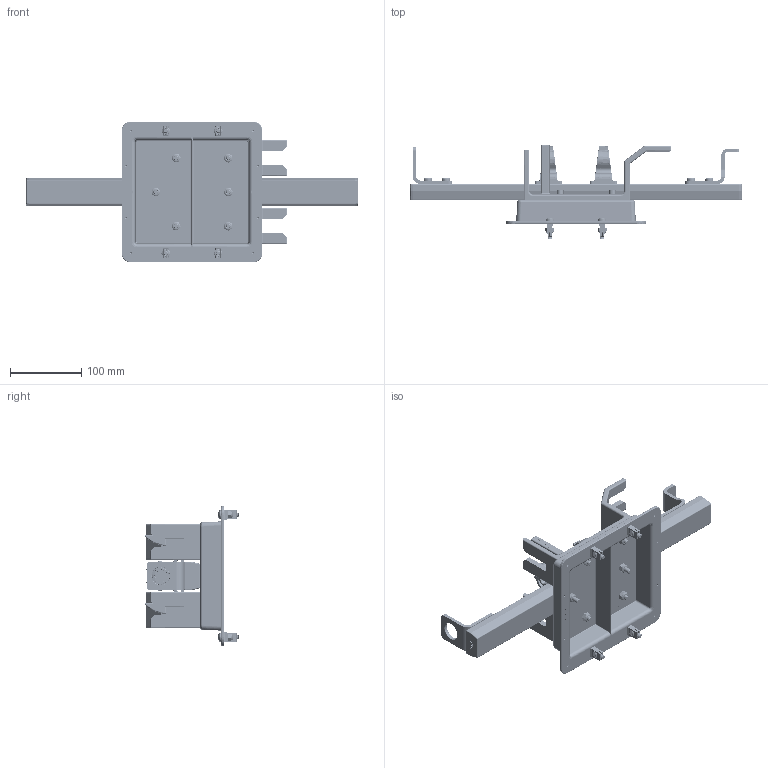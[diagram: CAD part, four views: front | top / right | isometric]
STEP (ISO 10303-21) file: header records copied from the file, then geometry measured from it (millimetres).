
FILE_DESCRIPTION (( 'STEP AP203' ), '1' );
FILE_NAME ('K5016.STEP', '2021-01-29T14:20:02', ( '' ), ( '' ), 'SwSTEP 2.0', 'SolidWorks 2019', '' );
FILE_SCHEMA (( 'CONFIG_CONTROL_DESIGN' ));
Length unit declared in the file: inch
Products named in the file (20): 5016-201_18; 1117-2; 2002_HX-SHCS 0.25-20x0.75x0.75-N; 5016-401; 2104; 2104-201_collapsed; 1102P; 1016P_SPECIAL MOUNTING HOLES; 3017_HFBOLT 0.25-20x1.25x0.75-C; 2019EC; 1115P(rev C)_DRILLED; 2049; 1117; 3024_collapsed; 2069LN_MSHXNUT 0.250-20-S-N; K5016; 7016; 2104-202_collapsed; 2098_HFBOLT 0.25-20x1.25x0.75-C
Assembly tree (55 placements, depth 3):
  K5016
    5016-201_18
    2019EC  x2
    1102P  x2
    2069LN_MSHXNUT 0.250-20-S-N  x6
    3024_collapsed  x4
    2098_HFBOLT 0.25-20x1.25x0.75-C  x6
    1115P(rev C)_DRILLED
    1016P_SPECIAL MOUNTING HOLES  x2
    1117
    1117-2
    5016-401
      2049  x4
      7016  x4
      3017_HFBOLT 0.25-20x1.25x0.75-C  x4
      2069LN_MSHXNUT 0.250-20-S-N  x4
    2104
      2104-202_collapsed
      2104-201_collapsed
    2104
      2104-202_collapsed
      2104-201_collapsed
    2002_HX-SHCS 0.25-20x0.75x0.75-N  x6
Bounding box: 464.59 x 132.56 x 196.85 mm (x, y, z)
Volume: 757041.4 mm3; surface area: 391005.8 mm2
Topology: 60 solids, 60 shells, 5842 faces, 14575 edges, 9062 vertices
Faces by surface type: plane 2232, cone 1400, cylinder 1158, bspline 826, torus 222, sphere 4
Entity records: 107882 total; most frequent: CARTESIAN_POINT 46534, ORIENTED_EDGE 12906, DIRECTION 10664, EDGE_CURVE 6453, VERTEX_POINT 4104, VECTOR 3914, LINE 3914, AXIS2_PLACEMENT_3D 3375
